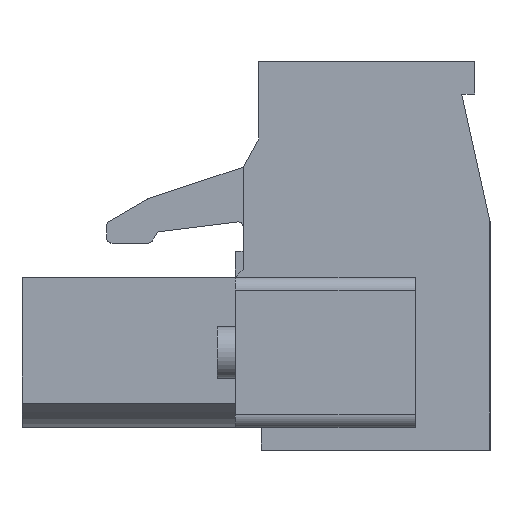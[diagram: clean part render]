
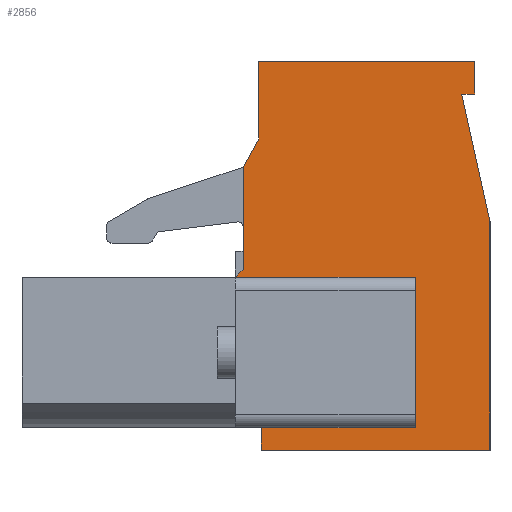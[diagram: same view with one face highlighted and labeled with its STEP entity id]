
A CAD part, left-side view. The second image highlights one B-rep face of the part: STEP entity #2856.
In plain terms, the highlighted planar face has unit normal (-1, 0, 0).
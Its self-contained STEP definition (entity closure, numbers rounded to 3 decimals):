
#2856 = ADVANCED_FACE( '', ( #6604 ), #6605, .T. );
#6604 = FACE_OUTER_BOUND( '', #11481, .T. );
#6605 = PLANE( '', #11482 );
#11481 = EDGE_LOOP( '', ( #18963, #18964, #18965, #18966, #18967, #18968, #18969, #18970, #18971, #18972, #18973, #18974, #18975, #18976 ) );
#11482 = AXIS2_PLACEMENT_3D( '', #18977, #18978, #18979 );
#18963 = ORIENTED_EDGE( '', *, *, #31641, .F. );
#18964 = ORIENTED_EDGE( '', *, *, #30824, .F. );
#18965 = ORIENTED_EDGE( '', *, *, #31642, .F. );
#18966 = ORIENTED_EDGE( '', *, *, #31643, .T. );
#18967 = ORIENTED_EDGE( '', *, *, #30363, .T. );
#18968 = ORIENTED_EDGE( '', *, *, #30062, .T. );
#18969 = ORIENTED_EDGE( '', *, *, #31644, .T. );
#18970 = ORIENTED_EDGE( '', *, *, #31645, .T. );
#18971 = ORIENTED_EDGE( '', *, *, #29878, .T. );
#18972 = ORIENTED_EDGE( '', *, *, #31378, .T. );
#18973 = ORIENTED_EDGE( '', *, *, #30780, .T. );
#18974 = ORIENTED_EDGE( '', *, *, #31646, .T. );
#18975 = ORIENTED_EDGE( '', *, *, #31647, .T. );
#18976 = ORIENTED_EDGE( '', *, *, #31648, .T. );
#18977 = CARTESIAN_POINT( '', ( -44.72, 0., 0. ) );
#18978 = DIRECTION( '', ( -1., 0., 0. ) );
#18979 = DIRECTION( '', ( 0., 0., 1. ) );
#29878 = EDGE_CURVE( '', #35997, #35998, #35999, .T. );
#30062 = EDGE_CURVE( '', #36322, #36320, #36323, .T. );
#30363 = EDGE_CURVE( '', #36852, #36322, #36853, .T. );
#30780 = EDGE_CURVE( '', #37574, #37575, #37576, .T. );
#30824 = EDGE_CURVE( '', #37647, #37649, #37650, .T. );
#31378 = EDGE_CURVE( '', #35998, #37574, #38536, .T. );
#31641 = EDGE_CURVE( '', #37649, #38958, #38959, .T. );
#31642 = EDGE_CURVE( '', #38960, #37647, #38961, .T. );
#31643 = EDGE_CURVE( '', #38960, #36852, #38962, .T. );
#31644 = EDGE_CURVE( '', #36320, #38963, #38964, .T. );
#31645 = EDGE_CURVE( '', #38963, #35997, #38965, .T. );
#31646 = EDGE_CURVE( '', #37575, #38966, #38967, .T. );
#31647 = EDGE_CURVE( '', #38966, #38968, #38969, .T. );
#31648 = EDGE_CURVE( '', #38968, #38958, #38970, .F. );
#35997 = VERTEX_POINT( '', #44809 );
#35998 = VERTEX_POINT( '', #44810 );
#35999 = LINE( '', #44811, #44812 );
#36320 = VERTEX_POINT( '', #45282 );
#36322 = VERTEX_POINT( '', #45285 );
#36323 = LINE( '', #45286, #45287 );
#36852 = VERTEX_POINT( '', #46040 );
#36853 = LINE( '', #46041, #46042 );
#37574 = VERTEX_POINT( '', #47074 );
#37575 = VERTEX_POINT( '', #47075 );
#37576 = LINE( '', #47076, #47077 );
#37647 = VERTEX_POINT( '', #47175 );
#37649 = VERTEX_POINT( '', #47178 );
#37650 = LINE( '', #47179, #47180 );
#38536 = LINE( '', #48459, #48460 );
#38958 = VERTEX_POINT( '', #49081 );
#38959 = LINE( '', #49082, #49083 );
#38960 = VERTEX_POINT( '', #49084 );
#38961 = LINE( '', #49085, #49086 );
#38962 = LINE( '', #49087, #49088 );
#38963 = VERTEX_POINT( '', #49089 );
#38964 = LINE( '', #49090, #49091 );
#38965 = LINE( '', #49092, #49093 );
#38966 = VERTEX_POINT( '', #49094 );
#38967 = LINE( '', #49095, #49096 );
#38968 = VERTEX_POINT( '', #49097 );
#38969 = LINE( '', #49098, #49099 );
#38970 = LINE( '', #49100, #49101 );
#44809 = CARTESIAN_POINT( '', ( -44.72, -3.85, 9.4 ) );
#44810 = CARTESIAN_POINT( '', ( -44.72, -3.85, 10.65 ) );
#44811 = CARTESIAN_POINT( '', ( -44.72, -3.85, 9.4 ) );
#44812 = VECTOR( '', #55957, 1000. );
#45282 = CARTESIAN_POINT( '', ( -44.72, -4.45, 4.45 ) );
#45285 = CARTESIAN_POINT( '', ( -44.72, -4.45, -4.45 ) );
#45286 = CARTESIAN_POINT( '', ( -44.72, -4.45, -4.45 ) );
#45287 = VECTOR( '', #56138, 1000. );
#46040 = CARTESIAN_POINT( '', ( -44.72, 4.45, -4.45 ) );
#46041 = CARTESIAN_POINT( '', ( -44.72, 4.45, -4.45 ) );
#46042 = VECTOR( '', #56423, 1000. );
#47074 = CARTESIAN_POINT( '', ( -44.72, 4.55, 10.65 ) );
#47075 = CARTESIAN_POINT( '', ( -44.72, 4.55, 7.65 ) );
#47076 = CARTESIAN_POINT( '', ( -44.72, 4.55, 10.65 ) );
#47077 = VECTOR( '', #56879, 1000. );
#47175 = CARTESIAN_POINT( '', ( -44.72, -1.55, -3.575 ) );
#47178 = CARTESIAN_POINT( '', ( -44.72, -1.55, 2.275 ) );
#47179 = CARTESIAN_POINT( '', ( -44.72, -1.55, -3.575 ) );
#47180 = VECTOR( '', #56926, 1000. );
#48459 = CARTESIAN_POINT( '', ( -44.72, -3.85, 10.65 ) );
#48460 = VECTOR( '', #57461, 1000. );
#49081 = CARTESIAN_POINT( '', ( -44.72, 5.45, 2.275 ) );
#49082 = CARTESIAN_POINT( '', ( -44.72, -1.55, 2.275 ) );
#49083 = VECTOR( '', #57700, 1000. );
#49084 = CARTESIAN_POINT( '', ( -44.72, 4.45, -3.575 ) );
#49085 = CARTESIAN_POINT( '', ( -44.72, 5.45, -3.575 ) );
#49086 = VECTOR( '', #57701, 1000. );
#49087 = CARTESIAN_POINT( '', ( -44.72, 4.45, -3.575 ) );
#49088 = VECTOR( '', #57702, 1000. );
#49089 = CARTESIAN_POINT( '', ( -44.72, -3.35, 9.4 ) );
#49090 = CARTESIAN_POINT( '', ( -44.72, -4.45, 4.45 ) );
#49091 = VECTOR( '', #57703, 1000. );
#49092 = CARTESIAN_POINT( '', ( -44.72, -3.35, 9.4 ) );
#49093 = VECTOR( '', #57704, 1000. );
#49094 = CARTESIAN_POINT( '', ( -44.72, 5.15, 6.55 ) );
#49095 = CARTESIAN_POINT( '', ( -44.72, 4.55, 7.65 ) );
#49096 = VECTOR( '', #57705, 1000. );
#49097 = CARTESIAN_POINT( '', ( -44.72, 5.15, 2.575 ) );
#49098 = CARTESIAN_POINT( '', ( -44.72, 5.15, 6.55 ) );
#49099 = VECTOR( '', #57706, 1000. );
#49100 = CARTESIAN_POINT( '', ( -44.72, 5.15, 2.575 ) );
#49101 = VECTOR( '', #57707, 1000. );
#55957 = DIRECTION( '', ( 0., 0., 1. ) );
#56138 = DIRECTION( '', ( 0., 0., 1. ) );
#56423 = DIRECTION( '', ( 0., -1., 0. ) );
#56879 = DIRECTION( '', ( 0., 0., -1. ) );
#56926 = DIRECTION( '', ( 0., 0., 1. ) );
#57461 = DIRECTION( '', ( 0., 1., 0. ) );
#57700 = DIRECTION( '', ( 0., 1., 0. ) );
#57701 = DIRECTION( '', ( 0., -1., 0. ) );
#57702 = DIRECTION( '', ( 0., 0., -1. ) );
#57703 = DIRECTION( '', ( 0., 0.217, 0.976 ) );
#57704 = DIRECTION( '', ( 0., -1., 0. ) );
#57705 = DIRECTION( '', ( 0., 0.479, -0.878 ) );
#57706 = DIRECTION( '', ( 0., 0., -1. ) );
#57707 = DIRECTION( '', ( 0., -0.707, 0.707 ) );
